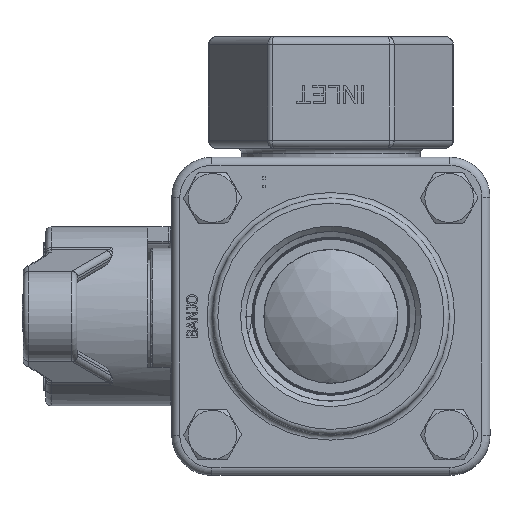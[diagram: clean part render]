
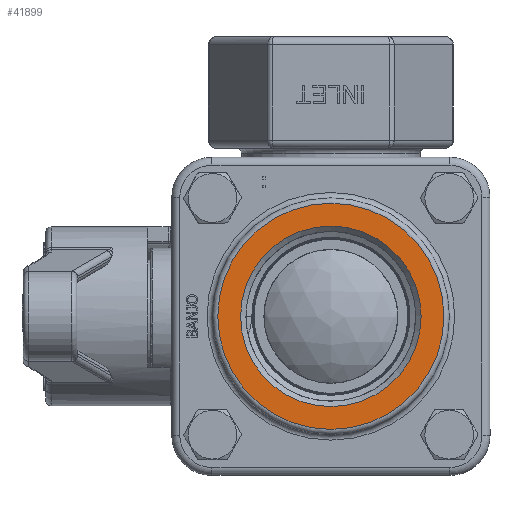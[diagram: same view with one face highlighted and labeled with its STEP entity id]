
A CAD part, left-side view. The second image highlights one B-rep face of the part: STEP entity #41899.
In plain terms, the highlighted planar face has unit normal (-1, 0, 0).
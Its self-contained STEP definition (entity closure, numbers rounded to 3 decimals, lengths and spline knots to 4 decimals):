
#1231=CIRCLE('',#44863,1.265);
#1234=CIRCLE('',#44868,1.01);
#1953=FACE_BOUND('',#6996,.T.);
#2693=PLANE('',#44867);
#4497=FACE_OUTER_BOUND('',#6995,.T.);
#6995=EDGE_LOOP('',(#33212));
#6996=EDGE_LOOP('',(#33213));
#19321=VERTEX_POINT('',#67088);
#19324=VERTEX_POINT('',#67098);
#24267=EDGE_CURVE('',#19321,#19321,#1231,.T.);
#24271=EDGE_CURVE('',#19324,#19324,#1234,.T.);
#33212=ORIENTED_EDGE('',*,*,#24267,.F.);
#33213=ORIENTED_EDGE('',*,*,#24271,.T.);
#41899=ADVANCED_FACE('',(#4497,#1953),#2693,.T.);
#44863=AXIS2_PLACEMENT_3D('',#67090,#51080,#51081);
#44867=AXIS2_PLACEMENT_3D('',#67097,#51089,#51090);
#44868=AXIS2_PLACEMENT_3D('',#67099,#51091,#51092);
#51080=DIRECTION('center_axis',(1.,0.,0.));
#51081=DIRECTION('ref_axis',(0.,-1.,0.));
#51089=DIRECTION('center_axis',(-1.,0.,0.));
#51090=DIRECTION('ref_axis',(0.,0.,1.));
#51091=DIRECTION('center_axis',(1.,0.,0.));
#51092=DIRECTION('ref_axis',(0.,1.,0.));
#67088=CARTESIAN_POINT('',(0.,0.,1.265));
#67090=CARTESIAN_POINT('Origin',(0.,0.,0.));
#67097=CARTESIAN_POINT('Origin',(0.,1.1675,0.));
#67098=CARTESIAN_POINT('',(0.,-1.01,0.));
#67099=CARTESIAN_POINT('Origin',(0.,0.,0.));
